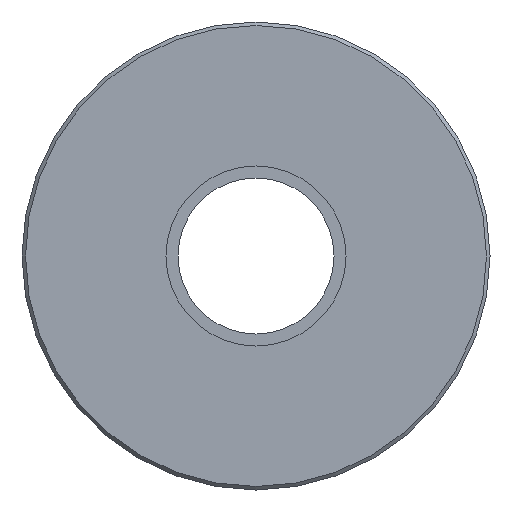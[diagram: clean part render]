
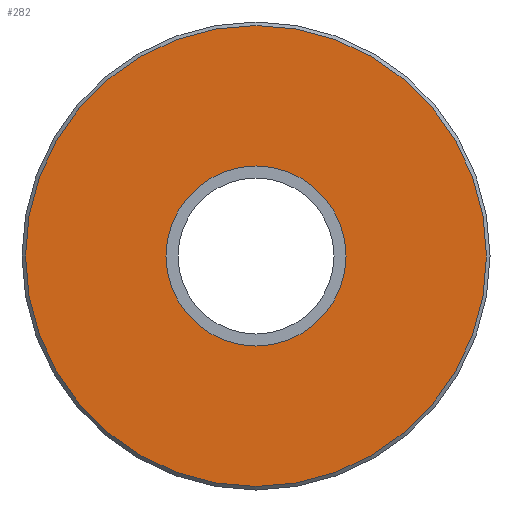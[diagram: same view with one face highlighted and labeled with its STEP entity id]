
A CAD part, left-side view. The second image highlights one B-rep face of the part: STEP entity #282.
In plain terms, the highlighted planar face has unit normal (-1, 0, 0).
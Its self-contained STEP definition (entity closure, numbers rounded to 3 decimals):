
#25=PLANE('',#311);
#39=ORIENTED_EDGE('',*,*,#68,.T.);
#40=ORIENTED_EDGE('',*,*,#69,.F.);
#68=EDGE_CURVE('',#83,#83,#98,.F.);
#69=EDGE_CURVE('',#84,#84,#99,.T.);
#83=VERTEX_POINT('',#415);
#84=VERTEX_POINT('',#417);
#98=CIRCLE('',#312,32.5);
#99=CIRCLE('',#313,12.7);
#114=EDGE_LOOP('',(#39));
#115=EDGE_LOOP('',(#40));
#144=FACE_BOUND('',#114,.T.);
#145=FACE_BOUND('',#115,.T.);
#282=ADVANCED_FACE('',(#144,#145),#25,.F.);
#311=AXIS2_PLACEMENT_3D('',#413,#357,#358);
#312=AXIS2_PLACEMENT_3D('',#414,#359,#360);
#313=AXIS2_PLACEMENT_3D('',#416,#361,#362);
#357=DIRECTION('',(1.,0.,0.));
#358=DIRECTION('',(0.,0.,-1.));
#359=DIRECTION('',(1.,0.,0.));
#360=DIRECTION('',(0.,0.,-1.));
#361=DIRECTION('',(-1.,0.,0.));
#362=DIRECTION('',(0.,0.,1.));
#413=CARTESIAN_POINT('',(4.,0.,33.));
#414=CARTESIAN_POINT('',(4.,0.,0.));
#415=CARTESIAN_POINT('',(4.,0.,-32.5));
#416=CARTESIAN_POINT('',(4.,0.,0.));
#417=CARTESIAN_POINT('',(4.,0.,12.7));
